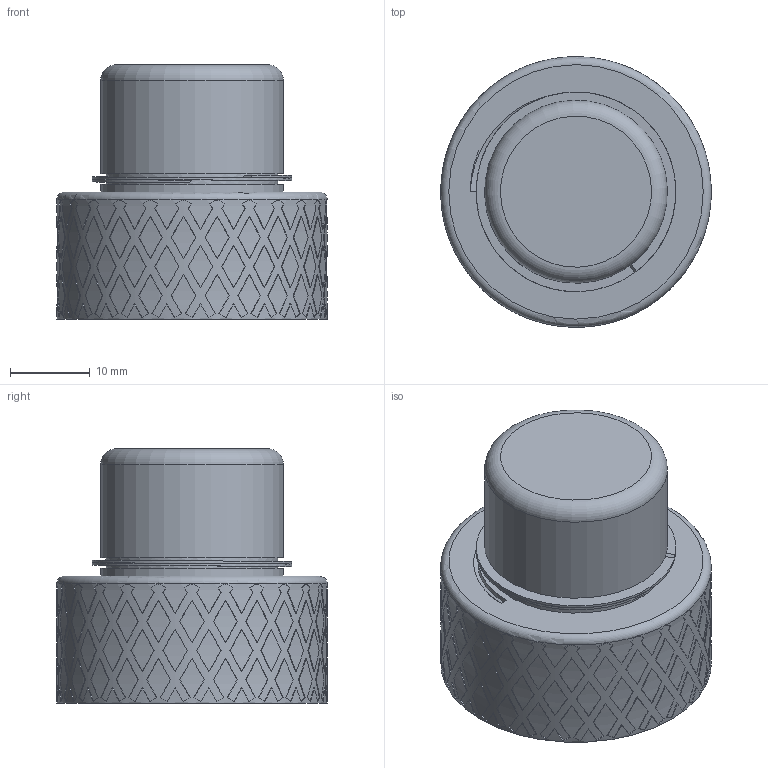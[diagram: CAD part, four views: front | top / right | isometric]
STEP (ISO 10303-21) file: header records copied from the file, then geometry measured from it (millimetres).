
FILE_DESCRIPTION(/* description */ (''),/* implementation_level */ '2;1');
FILE_NAME(/* name */ 'OptoLink FO Dust Cap Female.stp',/* time_stamp */ '2015-12-11T10:55:44+01:00',/* author */ ('sh'),/* organization */ (''),/* preprocessor_version */ 'ST-DEVELOPER v15.2',/* originating_system */ 'Autodesk Inventor 2014',/* authorisation */ '');
FILE_SCHEMA (('AUTOMOTIVE_DESIGN { 1 0 10303 214 3 1 1 }'));
Length unit declared in the file: millimetre
Products named in the file (1): OptoLink FO Dust Cap Female_1
Bounding box: 34 x 34 x 32 mm (x, y, z)
Volume: 9983.3 mm3; surface area: 8492.4 mm2
Topology: 1 solids, 1 shells, 731 faces, 1917 edges, 1241 vertices
Faces by surface type: plane 608, cylinder 111, bspline 6, cone 3, torus 3
Full cylindrical faces by diameter (mm): 20 x1, 21.393 x1, 21.57 x2, 23 x2, 33.8 x1, 34 x1
Entity records: 25380 total; most frequent: CARTESIAN_POINT 5540, DIRECTION 4595, ORIENTED_EDGE 3790, AXIS2_PLACEMENT_3D 1995, EDGE_CURVE 1895, VERTEX_POINT 1235, ELLIPSE 1200, EDGE_LOOP 800
